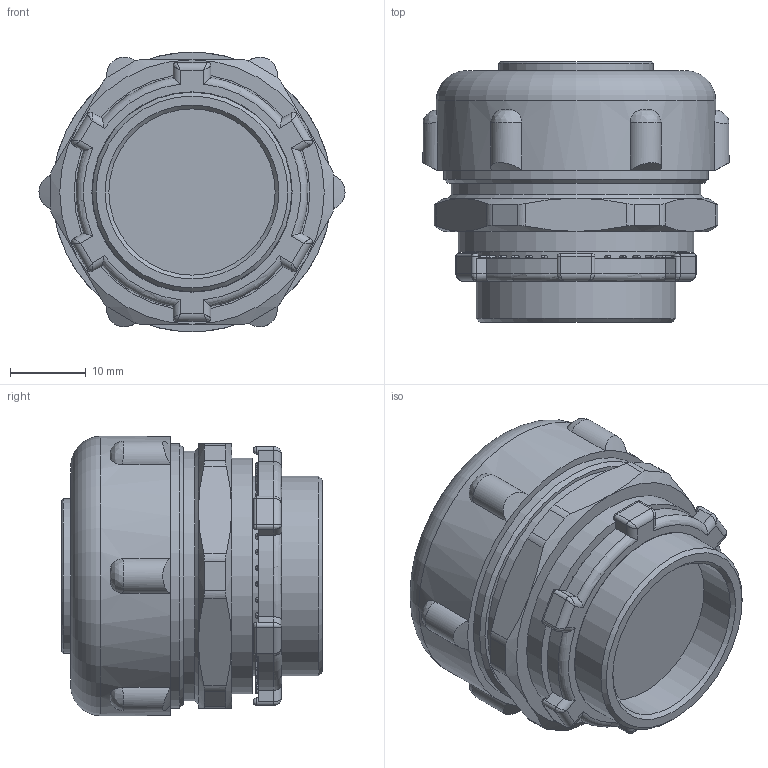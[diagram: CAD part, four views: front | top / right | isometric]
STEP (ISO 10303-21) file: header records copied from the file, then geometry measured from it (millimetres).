
FILE_DESCRIPTION(/* description */ ('','CAx-IF Rec.Pracs.---Representation and Presentation of Product Manufacturing Information (PMI)---4.0---2014-10-13'),/* implementation_level */ '2;1');
FILE_NAME(/* name */ 'ЗЭТАРУС РКН-22.stp',/* time_stamp */ '2023-02-28T16:53:29+07:00',/* author */ ('zeta-09'),/* organization */ (''),/* preprocessor_version */ 'ST-DEVELOPER v18.1',/* originating_system */ 'Autodesk Inventor 2021',/* authorisation */ '');
FILE_SCHEMA (('AP242_MANAGED_MODEL_BASED_3D_ENGINEERING_MIM_LF { 1 0 10303 442 1 1 4 }'));
Length unit declared in the file: millimetre
Products named in the file (1): Деталь7
Bounding box: 40.5 x 34.5 x 37 mm (x, y, z)
Volume: 27361.4 mm3; surface area: 9318.6 mm2
Topology: 1 solids, 5 shells, 643 faces, 1476 edges, 883 vertices
Faces by surface type: cylinder 261, plane 215, bspline 136, cone 24, torus 7
Full cylindrical faces by diameter (mm): 19.1 x1, 20.5 x1, 22 x1, 26.4 x2, 28 x1, 31.2 x1, 33 x1, 35 x1, 37 x1
Entity records: 21810 total; most frequent: CARTESIAN_POINT 6936, DIRECTION 2972, ORIENTED_EDGE 2924, EDGE_CURVE 1464, AXIS2_PLACEMENT_3D 1132, VERTEX_POINT 883, LINE 708, VECTOR 708
